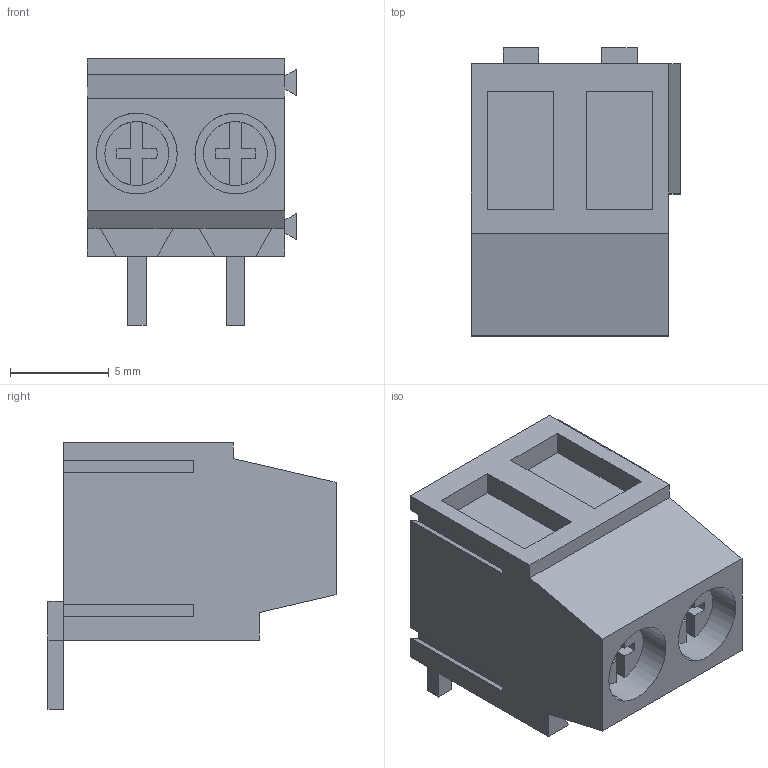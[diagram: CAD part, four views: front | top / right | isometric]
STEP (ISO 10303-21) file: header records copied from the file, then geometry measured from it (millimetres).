
FILE_DESCRIPTION(('CATIA V5 STEP Exchange','CAx-IF Rec.Pracs.--- Model Styling and Organization---1.2---2011-12-15'),'2;1');
FILE_NAME ('D1454794_0_1715330000_1715330000.stp','2018-03-31T11:14:26+00:00',('none'),('Weidmueller'),'CATIA Version 5-6 Release 2014','CATIA V5 STEP AP214','none');
FILE_SCHEMA(('AUTOMOTIVE_DESIGN { 1 0 10303 214 1 1 1 1 }'));
Length unit declared in the file: millimetre
Products named in the file (1): 1715330000
Bounding box: 10.6 x 14.6 x 13.5 mm (x, y, z)
Volume: 954.7 mm3; surface area: 1253.4 mm2
Topology: 5 solids, 5 shells, 150 faces, 398 edges, 264 vertices
Faces by surface type: plane 138, cylinder 12
Entity records: 4526 total; most frequent: CARTESIAN_POINT 815, ORIENTED_EDGE 796, DIRECTION 625, EDGE_CURVE 398, VECTOR 366, LINE 366, VERTEX_POINT 264, EDGE_LOOP 156
